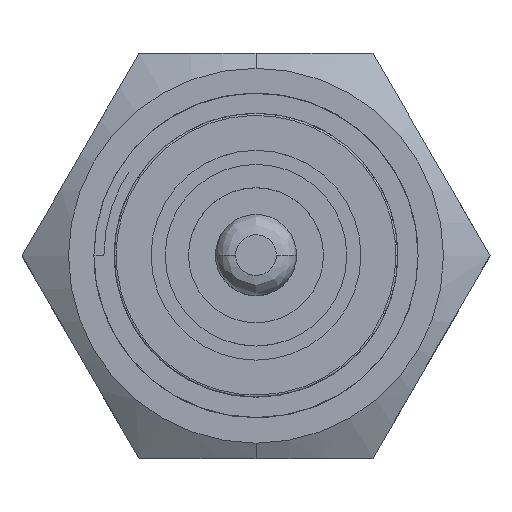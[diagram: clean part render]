
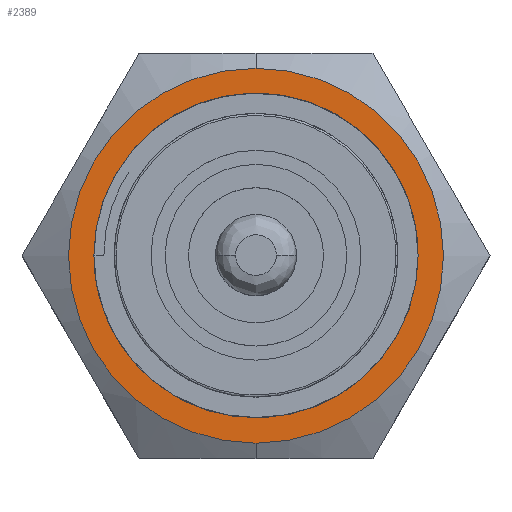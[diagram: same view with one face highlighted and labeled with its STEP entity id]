
A CAD part, top view. The second image highlights one B-rep face of the part: STEP entity #2389.
In plain terms, the highlighted planar face has unit normal (0, 0, 1).
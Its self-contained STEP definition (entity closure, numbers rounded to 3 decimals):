
#290 = DIRECTION ( 'NONE',  ( 0., 0., 1. ) ) ;
#817 = ORIENTED_EDGE ( 'NONE', *, *, #9980, .F. ) ;
#1048 = EDGE_LOOP ( 'NONE', ( #817, #9021 ) ) ;
#1388 = EDGE_CURVE ( 'NONE', #2000, #12443, #5109, .T. ) ;
#1808 = CARTESIAN_POINT ( 'NONE',  ( 3.624, 0., 13.957 ) ) ;
#2000 = VERTEX_POINT ( 'NONE', #4919 ) ;
#2197 = DIRECTION ( 'NONE',  ( 1., 0., 0. ) ) ;
#2389 = ADVANCED_FACE ( 'NONE', ( #5987, #7790 ), #3412, .F. ) ;
#2575 = AXIS2_PLACEMENT_3D ( 'NONE', #5026, #10938, #3260 ) ;
#3260 = DIRECTION ( 'NONE',  ( 0., 1., 0. ) ) ;
#3390 = AXIS2_PLACEMENT_3D ( 'NONE', #8261, #8224, #4487 ) ;
#3412 = PLANE ( 'NONE',  #8886 ) ;
#3879 = CARTESIAN_POINT ( 'NONE',  ( 0., 4.625, 13.957 ) ) ;
#4293 = VERTEX_POINT ( 'NONE', #11425 ) ;
#4453 = AXIS2_PLACEMENT_3D ( 'NONE', #7869, #6909, #5086 ) ;
#4487 = DIRECTION ( 'NONE',  ( 0., 1., 0. ) ) ;
#4541 = EDGE_CURVE ( 'NONE', #12430, #4293, #6726, .T. ) ;
#4568 = ORIENTED_EDGE ( 'NONE', *, *, #12042, .F. ) ;
#4919 = CARTESIAN_POINT ( 'NONE',  ( -3.624, 0., 13.957 ) ) ;
#5026 = CARTESIAN_POINT ( 'NONE',  ( 0., 0., 13.957 ) ) ;
#5086 = DIRECTION ( 'NONE',  ( 1., 0., 0. ) ) ;
#5109 = CIRCLE ( 'NONE', #4453, 3.624 ) ;
#5344 = CARTESIAN_POINT ( 'NONE',  ( -8.66, -5., 13.957 ) ) ;
#5867 = AXIS2_PLACEMENT_3D ( 'NONE', #8955, #290, #2197 ) ;
#5987 = FACE_OUTER_BOUND ( 'NONE', #8158, .T. ) ;
#6230 = DIRECTION ( 'NONE',  ( -1., 0., 0. ) ) ;
#6726 = CIRCLE ( 'NONE', #2575, 4.625 ) ;
#6909 = DIRECTION ( 'NONE',  ( 0., 0., 1. ) ) ;
#7790 = FACE_BOUND ( 'NONE', #1048, .T. ) ;
#7869 = CARTESIAN_POINT ( 'NONE',  ( 0., 0., 13.957 ) ) ;
#8158 = EDGE_LOOP ( 'NONE', ( #11527, #4568 ) ) ;
#8224 = DIRECTION ( 'NONE',  ( 0., 0., -1. ) ) ;
#8261 = CARTESIAN_POINT ( 'NONE',  ( 0., 0., 13.957 ) ) ;
#8886 = AXIS2_PLACEMENT_3D ( 'NONE', #5344, #12034, #6230 ) ;
#8955 = CARTESIAN_POINT ( 'NONE',  ( 0., 0., 13.957 ) ) ;
#9021 = ORIENTED_EDGE ( 'NONE', *, *, #1388, .F. ) ;
#9855 = CIRCLE ( 'NONE', #5867, 3.624 ) ;
#9980 = EDGE_CURVE ( 'NONE', #12443, #2000, #9855, .T. ) ;
#10938 = DIRECTION ( 'NONE',  ( 0., 0., -1. ) ) ;
#11058 = CIRCLE ( 'NONE', #3390, 4.625 ) ;
#11425 = CARTESIAN_POINT ( 'NONE',  ( 0., -4.625, 13.957 ) ) ;
#11527 = ORIENTED_EDGE ( 'NONE', *, *, #4541, .F. ) ;
#12034 = DIRECTION ( 'NONE',  ( 0., 0., -1. ) ) ;
#12042 = EDGE_CURVE ( 'NONE', #4293, #12430, #11058, .T. ) ;
#12430 = VERTEX_POINT ( 'NONE', #3879 ) ;
#12443 = VERTEX_POINT ( 'NONE', #1808 ) ;
